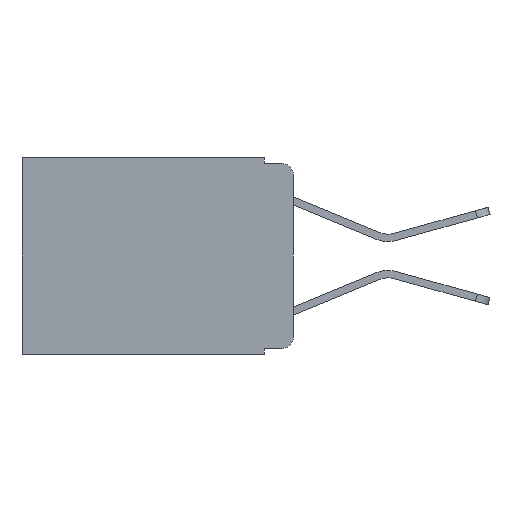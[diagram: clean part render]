
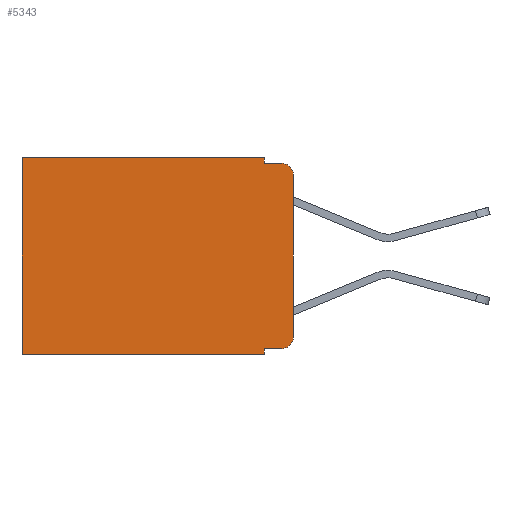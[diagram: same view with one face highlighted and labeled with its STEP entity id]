
A CAD part, left-side view. The second image highlights one B-rep face of the part: STEP entity #5343.
In plain terms, the highlighted planar face has unit normal (-1, 0, 0).
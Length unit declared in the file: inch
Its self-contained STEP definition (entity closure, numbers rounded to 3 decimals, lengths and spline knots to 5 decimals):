
#413 = ORIENTED_EDGE ( 'NONE', *, *, #23237, .F. ) ;
#494 = CARTESIAN_POINT ( 'NONE',  ( 0.298, 0.051, 0. ) ) ;
#626 = CARTESIAN_POINT ( 'NONE',  ( 0.298, 0.02, -0.01 ) ) ;
#656 = DIRECTION ( 'NONE',  ( 0., -1., 0. ) ) ;
#769 = DIRECTION ( 'NONE',  ( 0., 1., 0. ) ) ;
#1086 = DIRECTION ( 'NONE',  ( -1., 0., 0. ) ) ;
#1355 = VERTEX_POINT ( 'NONE', #5619 ) ;
#1860 = EDGE_CURVE ( 'NONE', #19821, #19999, #11043, .T. ) ;
#1877 = DIRECTION ( 'NONE',  ( 1., 0., 0. ) ) ;
#2015 = ORIENTED_EDGE ( 'NONE', *, *, #6925, .T. ) ;
#2126 = LINE ( 'NONE', #4620, #22323 ) ;
#2594 = CARTESIAN_POINT ( 'NONE',  ( 0.298, 0.473, -0.343 ) ) ;
#2648 = EDGE_CURVE ( 'NONE', #1355, #19658, #12505, .T. ) ;
#2942 = DIRECTION ( 'NONE',  ( 0., 0., -1. ) ) ;
#2968 = EDGE_CURVE ( 'NONE', #10878, #19999, #13526, .T. ) ;
#2977 = VECTOR ( 'NONE', #656, 39.37008 ) ;
#4117 = VERTEX_POINT ( 'NONE', #22157 ) ;
#4311 = LINE ( 'NONE', #22072, #12173 ) ;
#4620 = CARTESIAN_POINT ( 'NONE',  ( 0.298, 0., 0. ) ) ;
#5129 = CARTESIAN_POINT ( 'NONE',  ( 0.298, 0.051, 0. ) ) ;
#5343 = ADVANCED_FACE ( 'NONE', ( #17021 ), #21229, .F. ) ;
#5619 = CARTESIAN_POINT ( 'NONE',  ( 0.298, 0.473, 0. ) ) ;
#6314 = CARTESIAN_POINT ( 'NONE',  ( 0.298, 0.051, -0.01 ) ) ;
#6925 = EDGE_CURVE ( 'NONE', #19633, #1355, #2126, .T. ) ;
#7026 = ORIENTED_EDGE ( 'NONE', *, *, #1860, .F. ) ;
#7126 = VECTOR ( 'NONE', #2942, 39.37008 ) ;
#7205 = ORIENTED_EDGE ( 'NONE', *, *, #18591, .T. ) ;
#8036 = VECTOR ( 'NONE', #11429, 39.37008 ) ;
#9201 = LINE ( 'NONE', #12697, #14038 ) ;
#9416 = AXIS2_PLACEMENT_3D ( 'NONE', #22148, #15055, #15700 ) ;
#10686 = CARTESIAN_POINT ( 'NONE',  ( 0.298, 0.02, -0.03 ) ) ;
#10772 = DIRECTION ( 'NONE',  ( 0., 0., -1. ) ) ;
#10878 = VERTEX_POINT ( 'NONE', #11297 ) ;
#10938 = DIRECTION ( 'NONE',  ( 0., 0., -1. ) ) ;
#11043 = LINE ( 'NONE', #20352, #24862 ) ;
#11063 = EDGE_CURVE ( 'NONE', #4117, #23612, #23454, .T. ) ;
#11297 = CARTESIAN_POINT ( 'NONE',  ( 0.298, 0.02, -0.333 ) ) ;
#11429 = DIRECTION ( 'NONE',  ( 0., 1., 0. ) ) ;
#11918 = ORIENTED_EDGE ( 'NONE', *, *, #2968, .T. ) ;
#12173 = VECTOR ( 'NONE', #14658, 39.37008 ) ;
#12505 = LINE ( 'NONE', #15790, #20027 ) ;
#12695 = AXIS2_PLACEMENT_3D ( 'NONE', #13696, #1877, #17550 ) ;
#12697 = CARTESIAN_POINT ( 'NONE',  ( 0.298, 0.051, 0. ) ) ;
#13213 = CARTESIAN_POINT ( 'NONE',  ( 0.298, 0., -0.313 ) ) ;
#13526 = CIRCLE ( 'NONE', #9416, 0.02 ) ;
#13696 = CARTESIAN_POINT ( 'NONE',  ( 0.298, 0., 0. ) ) ;
#14031 = EDGE_LOOP ( 'NONE', ( #7026, #17038, #16738, #22155, #2015, #24051, #413, #20873, #7205, #11918 ) ) ;
#14038 = VECTOR ( 'NONE', #10938, 39.37008 ) ;
#14658 = DIRECTION ( 'NONE',  ( 0., -1., 0. ) ) ;
#14927 = VERTEX_POINT ( 'NONE', #17563 ) ;
#15055 = DIRECTION ( 'NONE',  ( -1., 0., 0. ) ) ;
#15700 = DIRECTION ( 'NONE',  ( 0., 0., -1. ) ) ;
#15790 = CARTESIAN_POINT ( 'NONE',  ( 0.298, 0.473, 0. ) ) ;
#16738 = ORIENTED_EDGE ( 'NONE', *, *, #11063, .F. ) ;
#17021 = FACE_OUTER_BOUND ( 'NONE', #14031, .T. ) ;
#17038 = ORIENTED_EDGE ( 'NONE', *, *, #19832, .T. ) ;
#17366 = EDGE_CURVE ( 'NONE', #19633, #4117, #19463, .T. ) ;
#17550 = DIRECTION ( 'NONE',  ( 0., 0., -1. ) ) ;
#17563 = CARTESIAN_POINT ( 'NONE',  ( 0.298, 0.051, -0.333 ) ) ;
#17795 = AXIS2_PLACEMENT_3D ( 'NONE', #10686, #1086, #10772 ) ;
#17953 = DIRECTION ( 'NONE',  ( 0., 0., -1. ) ) ;
#18058 = EDGE_CURVE ( 'NONE', #14927, #22440, #9201, .T. ) ;
#18147 = CIRCLE ( 'NONE', #17795, 0.02 ) ;
#18591 = EDGE_CURVE ( 'NONE', #14927, #10878, #4311, .T. ) ;
#19179 = LINE ( 'NONE', #23087, #8036 ) ;
#19463 = LINE ( 'NONE', #5129, #7126 ) ;
#19633 = VERTEX_POINT ( 'NONE', #494 ) ;
#19658 = VERTEX_POINT ( 'NONE', #2594 ) ;
#19821 = VERTEX_POINT ( 'NONE', #22454 ) ;
#19832 = EDGE_CURVE ( 'NONE', #19821, #23612, #18147, .T. ) ;
#19999 = VERTEX_POINT ( 'NONE', #13213 ) ;
#20027 = VECTOR ( 'NONE', #17953, 39.37008 ) ;
#20352 = CARTESIAN_POINT ( 'NONE',  ( 0.298, 0., 0. ) ) ;
#20873 = ORIENTED_EDGE ( 'NONE', *, *, #18058, .F. ) ;
#21229 = PLANE ( 'NONE',  #12695 ) ;
#22072 = CARTESIAN_POINT ( 'NONE',  ( 0.298, 0.051, -0.333 ) ) ;
#22148 = CARTESIAN_POINT ( 'NONE',  ( 0.298, 0.02, -0.313 ) ) ;
#22155 = ORIENTED_EDGE ( 'NONE', *, *, #17366, .F. ) ;
#22157 = CARTESIAN_POINT ( 'NONE',  ( 0.298, 0.051, -0.01 ) ) ;
#22263 = CARTESIAN_POINT ( 'NONE',  ( 0.298, 0.051, -0.343 ) ) ;
#22323 = VECTOR ( 'NONE', #769, 39.37008 ) ;
#22440 = VERTEX_POINT ( 'NONE', #22263 ) ;
#22454 = CARTESIAN_POINT ( 'NONE',  ( 0.298, 0., -0.03 ) ) ;
#22782 = DIRECTION ( 'NONE',  ( 0., 0., -1. ) ) ;
#23087 = CARTESIAN_POINT ( 'NONE',  ( 0.298, 0., -0.343 ) ) ;
#23237 = EDGE_CURVE ( 'NONE', #22440, #19658, #19179, .T. ) ;
#23454 = LINE ( 'NONE', #6314, #2977 ) ;
#23612 = VERTEX_POINT ( 'NONE', #626 ) ;
#24051 = ORIENTED_EDGE ( 'NONE', *, *, #2648, .T. ) ;
#24862 = VECTOR ( 'NONE', #22782, 39.37008 ) ;
